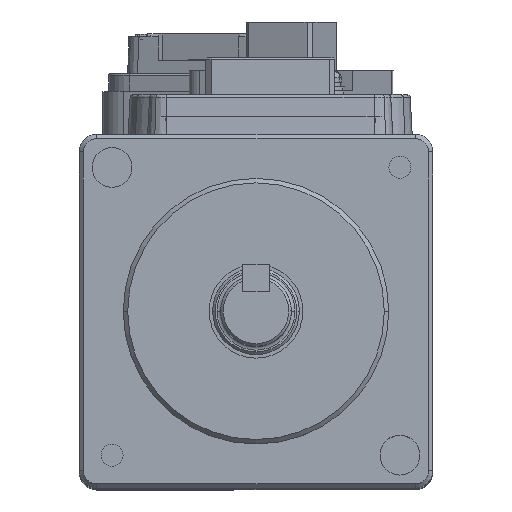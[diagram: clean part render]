
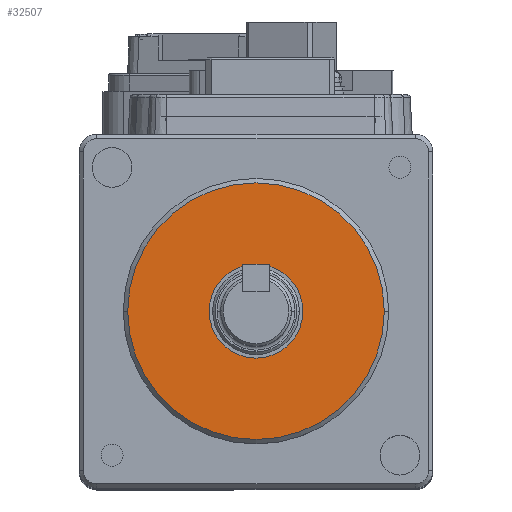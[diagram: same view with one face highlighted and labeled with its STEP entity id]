
A CAD part, top view. The second image highlights one B-rep face of the part: STEP entity #32507.
In plain terms, the highlighted planar face has unit normal (0, 0, 1).
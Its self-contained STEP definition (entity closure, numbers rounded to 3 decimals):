
#7462 = EDGE_LOOP ( 'NONE', ( #8074, #8167 ) ) ;
#7481 = EDGE_LOOP ( 'NONE', ( #8171, #8121 ) ) ;
#8074 = ORIENTED_EDGE ( 'NONE', *, *, #70086, .F. ) ;
#8121 = ORIENTED_EDGE ( 'NONE', *, *, #70128, .T. ) ;
#8167 = ORIENTED_EDGE ( 'NONE', *, *, #70131, .F. ) ;
#8171 = ORIENTED_EDGE ( 'NONE', *, *, #70144, .T. ) ;
#32507 = ADVANCED_FACE ( 'NONE', ( #39575, #39622 ), #39651, .T. ) ;
#37453 = AXIS2_PLACEMENT_3D ( 'NONE', #39588, #39595, #39589 ) ;
#39575 = FACE_OUTER_BOUND ( 'NONE', #7481, .T. ) ;
#39588 = CARTESIAN_POINT ( 'NONE',  ( 0., -44.141, 27.5 ) ) ;
#39589 = DIRECTION ( 'NONE',  ( 1., 0., 0. ) ) ;
#39595 = DIRECTION ( 'NONE',  ( 0., 0., 1. ) ) ;
#39622 = FACE_BOUND ( 'NONE', #7462, .T. ) ;
#39651 = PLANE ( 'NONE',  #37453 ) ;
#40862 = CIRCLE ( 'NONE', #40870, 5.3 ) ;
#40870 = AXIS2_PLACEMENT_3D ( 'NONE', #44932, #44939, #44922 ) ;
#40936 = AXIS2_PLACEMENT_3D ( 'NONE', #43892, #43872, #43886 ) ;
#40940 = CIRCLE ( 'NONE', #40936, 14.5 ) ;
#40962 = CIRCLE ( 'NONE', #40963, 5.3 ) ;
#40963 = AXIS2_PLACEMENT_3D ( 'NONE', #43905, #43889, #43882 ) ;
#41001 = AXIS2_PLACEMENT_3D ( 'NONE', #43913, #43912, #43937 ) ;
#41043 = CIRCLE ( 'NONE', #41001, 14.5 ) ;
#43872 = DIRECTION ( 'NONE',  ( 0., 0., 1. ) ) ;
#43882 = DIRECTION ( 'NONE',  ( 1., 0., 0. ) ) ;
#43886 = DIRECTION ( 'NONE',  ( 1., 0., 0. ) ) ;
#43889 = DIRECTION ( 'NONE',  ( 0., 0., 1. ) ) ;
#43892 = CARTESIAN_POINT ( 'NONE',  ( 0., 0., 27.5 ) ) ;
#43905 = CARTESIAN_POINT ( 'NONE',  ( 0., 0., 27.5 ) ) ;
#43912 = DIRECTION ( 'NONE',  ( 0., 0., 1. ) ) ;
#43913 = CARTESIAN_POINT ( 'NONE',  ( 0., 0., 27.5 ) ) ;
#43937 = DIRECTION ( 'NONE',  ( 1., 0., 0. ) ) ;
#44922 = DIRECTION ( 'NONE',  ( 1., 0., 0. ) ) ;
#44932 = CARTESIAN_POINT ( 'NONE',  ( 0., 0., 27.5 ) ) ;
#44939 = DIRECTION ( 'NONE',  ( 0., 0., 1. ) ) ;
#47751 = CARTESIAN_POINT ( 'NONE',  ( 14.5, 0., 27.5 ) ) ;
#47820 = CARTESIAN_POINT ( 'NONE',  ( -14.5, 0., 27.5 ) ) ;
#47854 = CARTESIAN_POINT ( 'NONE',  ( 5.3, 0., 27.5 ) ) ;
#47868 = CARTESIAN_POINT ( 'NONE',  ( -5.3, 0., 27.5 ) ) ;
#70086 = EDGE_CURVE ( 'NONE', #72667, #72673, #40862, .T. ) ;
#70128 = EDGE_CURVE ( 'NONE', #72663, #72669, #40940, .T. ) ;
#70131 = EDGE_CURVE ( 'NONE', #72673, #72667, #40962, .T. ) ;
#70144 = EDGE_CURVE ( 'NONE', #72669, #72663, #41043, .T. ) ;
#72663 = VERTEX_POINT ( 'NONE', #47751 ) ;
#72667 = VERTEX_POINT ( 'NONE', #47854 ) ;
#72669 = VERTEX_POINT ( 'NONE', #47820 ) ;
#72673 = VERTEX_POINT ( 'NONE', #47868 ) ;
